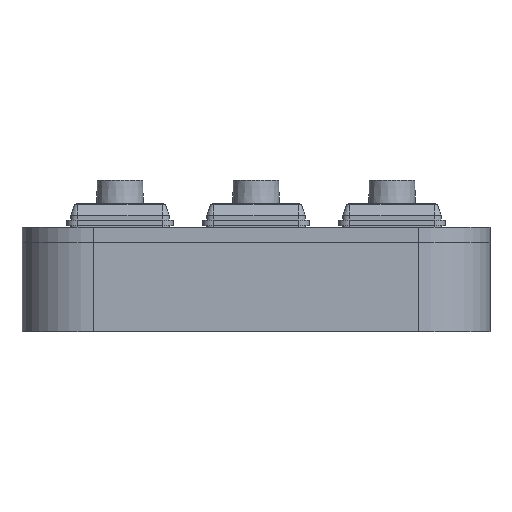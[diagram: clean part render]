
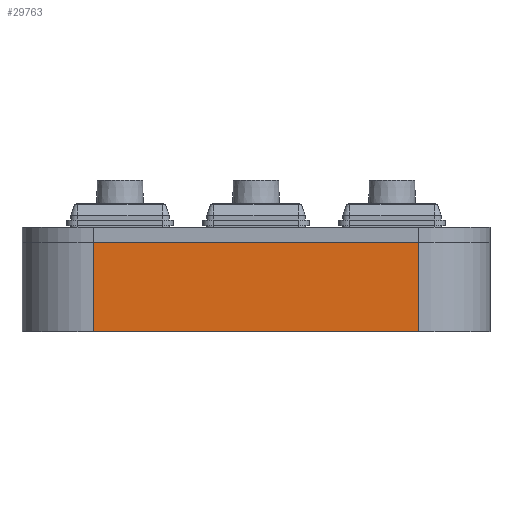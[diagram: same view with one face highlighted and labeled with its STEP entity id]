
A CAD part, front view. The second image highlights one B-rep face of the part: STEP entity #29763.
In plain terms, the highlighted planar face has unit normal (0, -1, 0).
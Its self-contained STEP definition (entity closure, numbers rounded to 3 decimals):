
#2352=PLANE('',#32392);
#3932=FACE_OUTER_BOUND('',#5746,.T.);
#5746=EDGE_LOOP('',(#27330,#27331,#27332,#27333));
#8763=LINE('',#51619,#11833);
#8764=LINE('',#51622,#11834);
#8765=LINE('',#51624,#11835);
#8766=LINE('',#51625,#11836);
#11833=VECTOR('',#39500,10.);
#11834=VECTOR('',#39503,10.);
#11835=VECTOR('',#39504,10.);
#11836=VECTOR('',#39505,10.);
#15249=VERTEX_POINT('',#51615);
#15250=VERTEX_POINT('',#51617);
#15251=VERTEX_POINT('',#51621);
#15252=VERTEX_POINT('',#51623);
#19316=EDGE_CURVE('',#15249,#15250,#8763,.T.);
#19317=EDGE_CURVE('',#15251,#15249,#8764,.T.);
#19318=EDGE_CURVE('',#15252,#15250,#8765,.T.);
#19319=EDGE_CURVE('',#15251,#15252,#8766,.T.);
#27330=ORIENTED_EDGE('',*,*,#19317,.T.);
#27331=ORIENTED_EDGE('',*,*,#19316,.T.);
#27332=ORIENTED_EDGE('',*,*,#19318,.F.);
#27333=ORIENTED_EDGE('',*,*,#19319,.F.);
#29763=ADVANCED_FACE('',(#3932),#2352,.T.);
#32392=AXIS2_PLACEMENT_3D('',#51620,#39501,#39502);
#39500=DIRECTION('',(0.,0.,1.));
#39501=DIRECTION('center_axis',(0.,-1.,0.));
#39502=DIRECTION('ref_axis',(1.,0.,0.));
#39503=DIRECTION('',(1.,0.,0.));
#39504=DIRECTION('',(1.,0.,0.));
#39505=DIRECTION('',(0.,0.,1.));
#51615=CARTESIAN_POINT('',(181.21,-150.54,0.));
#51617=CARTESIAN_POINT('',(181.21,-150.54,12.5));
#51619=CARTESIAN_POINT('',(181.21,-150.54,0.));
#51620=CARTESIAN_POINT('Origin',(135.67,-150.54,0.));
#51621=CARTESIAN_POINT('',(135.67,-150.54,0.));
#51622=CARTESIAN_POINT('',(135.67,-150.54,0.));
#51623=CARTESIAN_POINT('',(135.67,-150.54,12.5));
#51624=CARTESIAN_POINT('',(135.67,-150.54,12.5));
#51625=CARTESIAN_POINT('',(135.67,-150.54,0.));
